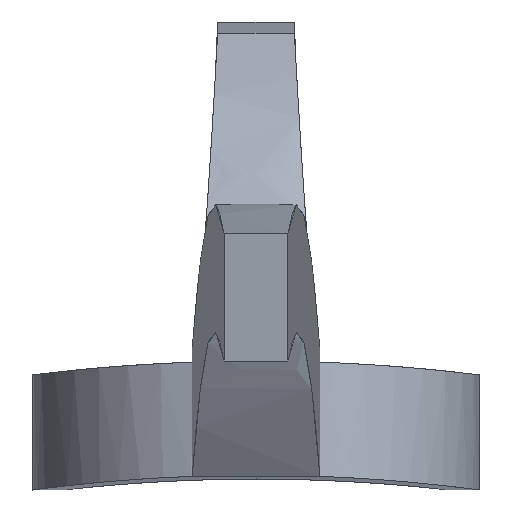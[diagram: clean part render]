
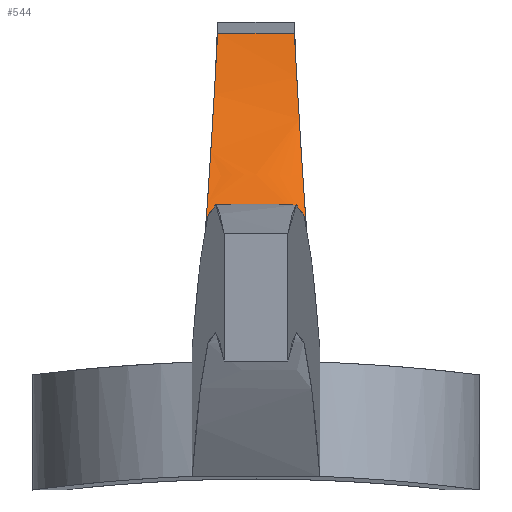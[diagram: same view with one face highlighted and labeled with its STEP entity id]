
A CAD part, left-side view. The second image highlights one B-rep face of the part: STEP entity #544.
In plain terms, the highlighted free-form (B-spline) face has degree [3, 3] with [12, 4] control points.
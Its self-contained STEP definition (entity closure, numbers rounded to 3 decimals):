
#36 = CARTESIAN_POINT ( 'NONE',  ( 40.737, 5.277, 3.925 ) ) ;
#39 = VERTEX_POINT ( 'NONE', #258 ) ;
#58 = EDGE_CURVE ( 'NONE', #737, #39, #1036, .T. ) ;
#65 = CARTESIAN_POINT ( 'NONE',  ( 40.737, 0.833, 3.925 ) ) ;
#80 = CARTESIAN_POINT ( 'NONE',  ( 40.737, -7.805, 3.925 ) ) ;
#81 = CARTESIAN_POINT ( 'NONE',  ( 89.386, 6., 53.485 ) ) ;
#207 = DIRECTION ( 'NONE',  ( 0., -1., 0. ) ) ;
#217 = CARTESIAN_POINT ( 'NONE',  ( 84.131, 7.333, 28.928 ) ) ;
#258 = CARTESIAN_POINT ( 'NONE',  ( 40.737, 10., 3.925 ) ) ;
#270 = CARTESIAN_POINT ( 'NONE',  ( 64.716, -0.722, 10.435 ) ) ;
#279 = CARTESIAN_POINT ( 'NONE',  ( 65.302, -8.667, 9.716 ) ) ;
#297 = CARTESIAN_POINT ( 'NONE',  ( 83.321, -0.611, 29.389 ) ) ;
#313 = CARTESIAN_POINT ( 'NONE',  ( 83.361, 1.833, 29.367 ) ) ;
#322 = CARTESIAN_POINT ( 'NONE',  ( 40.737, -10., 3.925 ) ) ;
#331 = CARTESIAN_POINT ( 'NONE',  ( 83.526, -3.669, 29.273 ) ) ;
#510 = CARTESIAN_POINT ( 'NONE',  ( 64.864, 4.473, 10.254 ) ) ;
#523 = CARTESIAN_POINT ( 'NONE',  ( 89.386, -0.5, 53.485 ) ) ;
#539 = CARTESIAN_POINT ( 'NONE',  ( 89.386, 0.5, 53.485 ) ) ;
#544 = ADVANCED_FACE ( 'NONE', ( #2862 ), #2934, .T. ) ;
#549 = CARTESIAN_POINT ( 'NONE',  ( 40.737, -10., 3.925 ) ) ;
#553 = CARTESIAN_POINT ( 'NONE',  ( 64.864, -4.473, 10.254 ) ) ;
#570 = CARTESIAN_POINT ( 'NONE',  ( 40.737, -0.833, 3.925 ) ) ;
#683 = CARTESIAN_POINT ( 'NONE',  ( 40.737, 10., 3.925 ) ) ;
#697 = CARTESIAN_POINT ( 'NONE',  ( 89.386, 5.393, 53.485 ) ) ;
#712 = CARTESIAN_POINT ( 'NONE',  ( 89.386, 4.323, 53.485 ) ) ;
#737 = VERTEX_POINT ( 'NONE', #1093 ) ;
#761 = CARTESIAN_POINT ( 'NONE',  ( 40.737, 2.583, 3.925 ) ) ;
#776 = VERTEX_POINT ( 'NONE', #2567 ) ;
#957 = CARTESIAN_POINT ( 'NONE',  ( 83.783, 5.484, 29.126 ) ) ;
#983 = CARTESIAN_POINT ( 'NONE',  ( 84.131, -7.333, 28.928 ) ) ;
#999 = CARTESIAN_POINT ( 'NONE',  ( 40.737, -9.3, 3.925 ) ) ;
#1013 = CARTESIAN_POINT ( 'NONE',  ( 83.783, -5.484, 29.126 ) ) ;
#1028 = CARTESIAN_POINT ( 'NONE',  ( 40.737, -5.277, 3.925 ) ) ;
#1036 = B_SPLINE_CURVE_WITH_KNOTS ( 'NONE', 3,
 ( #81, #1959, #1716, #2016 ),
 .UNSPECIFIED., .F., .F.,
 ( 4, 4 ),
 ( 0., 1. ),
 .UNSPECIFIED. ) ;
#1042 = CARTESIAN_POINT ( 'NONE',  ( 89.386, -4.323, 53.485 ) ) ;
#1093 = CARTESIAN_POINT ( 'NONE',  ( 89.386, 6., 53.485 ) ) ;
#1182 = CARTESIAN_POINT ( 'NONE',  ( 89.386, 6., 53.485 ) ) ;
#1267 = CARTESIAN_POINT ( 'NONE',  ( 84.131, -7.333, 28.928 ) ) ;
#1302 = CARTESIAN_POINT ( 'NONE',  ( 89.386, -2.865, 53.485 ) ) ;
#1441 = LINE ( 'NONE', #3075, #1997 ) ;
#1474 = CARTESIAN_POINT ( 'NONE',  ( 89.386, -1.458, 53.485 ) ) ;
#1516 = CARTESIAN_POINT ( 'NONE',  ( 40.737, -10., 3.925 ) ) ;
#1534 = CARTESIAN_POINT ( 'NONE',  ( 65.05, -6.644, 10.025 ) ) ;
#1620 = ORIENTED_EDGE ( 'NONE', *, *, #2328, .T. ) ;
#1668 = CARTESIAN_POINT ( 'NONE',  ( 40.737, 7.805, 3.925 ) ) ;
#1702 = EDGE_LOOP ( 'NONE', ( #1620, #2210, #2648, #2812 ) ) ;
#1711 = CARTESIAN_POINT ( 'NONE',  ( 89.386, -6., 53.485 ) ) ;
#1716 = CARTESIAN_POINT ( 'NONE',  ( 65.302, 8.667, 9.716 ) ) ;
#1728 = CARTESIAN_POINT ( 'NONE',  ( 83.361, -1.833, 29.367 ) ) ;
#1757 = CARTESIAN_POINT ( 'NONE',  ( 83.526, 3.669, 29.273 ) ) ;
#1773 = CARTESIAN_POINT ( 'NONE',  ( 64.716, 0.722, 10.435 ) ) ;
#1833 = VERTEX_POINT ( 'NONE', #322 ) ;
#1914 = CARTESIAN_POINT ( 'NONE',  ( 65.213, 7.998, 9.826 ) ) ;
#1959 = CARTESIAN_POINT ( 'NONE',  ( 84.131, 7.333, 28.928 ) ) ;
#1997 = VECTOR ( 'NONE', #207, 1000. ) ;
#2000 = CARTESIAN_POINT ( 'NONE',  ( 84.008, -6.696, 28.998 ) ) ;
#2016 = CARTESIAN_POINT ( 'NONE',  ( 40.737, 10., 3.925 ) ) ;
#2056 = DIRECTION ( 'NONE',  ( 0., 1., 0. ) ) ;
#2071 = LINE ( 'NONE', #2992, #2251 ) ;
#2099 = EDGE_CURVE ( 'NONE', #1833, #776, #2458, .T. ) ;
#2153 = CARTESIAN_POINT ( 'NONE',  ( 40.737, 9.3, 3.925 ) ) ;
#2210 = ORIENTED_EDGE ( 'NONE', *, *, #58, .T. ) ;
#2219 = CARTESIAN_POINT ( 'NONE',  ( 89.386, 2.865, 53.485 ) ) ;
#2236 = CARTESIAN_POINT ( 'NONE',  ( 64.745, 2.208, 10.4 ) ) ;
#2251 = VECTOR ( 'NONE', #2056, 1000. ) ;
#2270 = CARTESIAN_POINT ( 'NONE',  ( 89.386, -5.393, 53.485 ) ) ;
#2328 = EDGE_CURVE ( 'NONE', #776, #737, #2071, .T. ) ;
#2443 = CARTESIAN_POINT ( 'NONE',  ( 40.737, -2.583, 3.925 ) ) ;
#2458 = B_SPLINE_CURVE_WITH_KNOTS ( 'NONE', 3,
 ( #549, #279, #983, #1711 ),
 .UNSPECIFIED., .F., .F.,
 ( 4, 4 ),
 ( 0., 1. ),
 .UNSPECIFIED. ) ;
#2462 = EDGE_CURVE ( 'NONE', #39, #1833, #1441, .T. ) ;
#2485 = CARTESIAN_POINT ( 'NONE',  ( 65.213, -7.998, 9.826 ) ) ;
#2503 = CARTESIAN_POINT ( 'NONE',  ( 89.386, -6., 53.485 ) ) ;
#2567 = CARTESIAN_POINT ( 'NONE',  ( 89.386, -6., 53.485 ) ) ;
#2630 = CARTESIAN_POINT ( 'NONE',  ( 65.05, 6.644, 10.025 ) ) ;
#2648 = ORIENTED_EDGE ( 'NONE', *, *, #2462, .T. ) ;
#2675 = CARTESIAN_POINT ( 'NONE',  ( 83.321, 0.611, 29.389 ) ) ;
#2683 = CARTESIAN_POINT ( 'NONE',  ( 65.302, 8.667, 9.716 ) ) ;
#2718 = CARTESIAN_POINT ( 'NONE',  ( 64.745, -2.208, 10.4 ) ) ;
#2735 = CARTESIAN_POINT ( 'NONE',  ( 89.386, 1.458, 53.485 ) ) ;
#2812 = ORIENTED_EDGE ( 'NONE', *, *, #2099, .T. ) ;
#2862 = FACE_OUTER_BOUND ( 'NONE', #1702, .T. ) ;
#2877 = CARTESIAN_POINT ( 'NONE',  ( 84.008, 6.696, 28.998 ) ) ;
#2934 = B_SPLINE_SURFACE_WITH_KNOTS ( 'NONE', 3, 3, ( 
 ( #683, #2683, #217, #1182 ),
 ( #2153, #1914, #2877, #697 ),
 ( #1668, #2630, #957, #712 ),
 ( #36, #510, #1757, #2219 ),
 ( #761, #2236, #313, #2735 ),
 ( #65, #1773, #2675, #539 ),
 ( #570, #270, #297, #523 ),
 ( #2443, #2718, #1728, #1474 ),
 ( #1028, #553, #331, #1302 ),
 ( #80, #1534, #1013, #1042 ),
 ( #999, #2485, #2000, #2270 ),
 ( #1516, #2965, #1267, #2503 ) ),
 .UNSPECIFIED., .F., .F., .F.,
 ( 4, 1, 1, 1, 2, 1, 1, 1, 4 ),
 ( 4, 4 ),
 ( 0.281, 0.309, 0.336, 0.363, 0.391, 0.418, 0.445, 0.473, 0.5 ),
 ( 0., 1. ),
 .UNSPECIFIED. ) ;
#2965 = CARTESIAN_POINT ( 'NONE',  ( 65.302, -8.667, 9.716 ) ) ;
#2992 = CARTESIAN_POINT ( 'NONE',  ( 89.386, 0., 53.485 ) ) ;
#3075 = CARTESIAN_POINT ( 'NONE',  ( 40.737, 0., 3.925 ) ) ;
